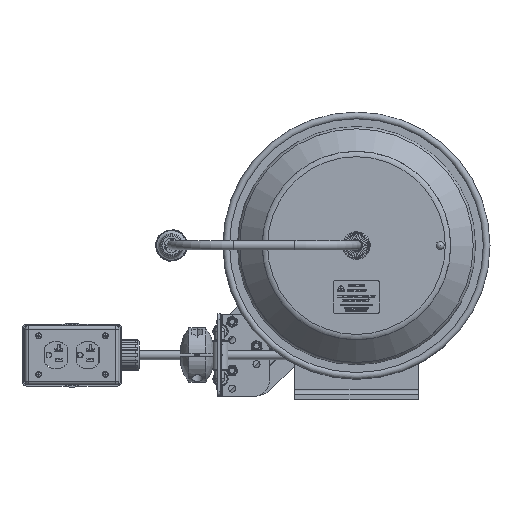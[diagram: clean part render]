
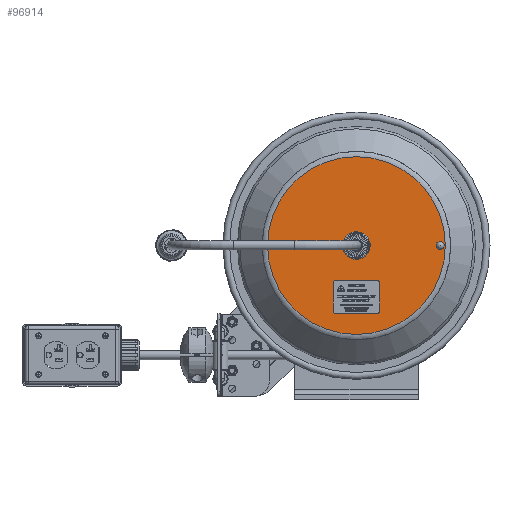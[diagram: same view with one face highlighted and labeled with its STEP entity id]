
A CAD part, top view. The second image highlights one B-rep face of the part: STEP entity #96914.
In plain terms, the highlighted planar face has unit normal (0, 0, 1).
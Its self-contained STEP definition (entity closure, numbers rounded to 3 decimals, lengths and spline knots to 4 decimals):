
#5419=FACE_BOUND('',#13334,.T.);
#5420=FACE_BOUND('',#13335,.T.);
#5421=FACE_BOUND('',#13336,.T.);
#6978=CIRCLE('',#102223,4.325);
#6979=CIRCLE('',#102224,4.325);
#6981=CIRCLE('',#102227,0.625);
#6982=CIRCLE('',#102228,0.1094);
#6983=CIRCLE('',#102229,0.1094);
#9481=FACE_OUTER_BOUND('',#13333,.T.);
#13333=EDGE_LOOP('',(#69475,#69476));
#13334=EDGE_LOOP('',(#69477));
#13335=EDGE_LOOP('',(#69478));
#13336=EDGE_LOOP('',(#69479));
#38409=VERTEX_POINT('',#132932);
#38410=VERTEX_POINT('',#132933);
#38411=VERTEX_POINT('',#132938);
#38412=VERTEX_POINT('',#132940);
#38413=VERTEX_POINT('',#132942);
#51632=EDGE_CURVE('',#38409,#38410,#6978,.T.);
#51633=EDGE_CURVE('',#38410,#38409,#6979,.T.);
#51635=EDGE_CURVE('',#38411,#38411,#6981,.T.);
#51636=EDGE_CURVE('',#38412,#38412,#6982,.T.);
#51637=EDGE_CURVE('',#38413,#38413,#6983,.T.);
#69475=ORIENTED_EDGE('',*,*,#51632,.T.);
#69476=ORIENTED_EDGE('',*,*,#51633,.T.);
#69477=ORIENTED_EDGE('',*,*,#51635,.T.);
#69478=ORIENTED_EDGE('',*,*,#51636,.T.);
#69479=ORIENTED_EDGE('',*,*,#51637,.T.);
#90570=PLANE('',#102226);
#96914=ADVANCED_FACE('',(#9481,#5419,#5420,#5421),#90570,.T.);
#102223=AXIS2_PLACEMENT_3D('',#132934,#110624,#110625);
#102224=AXIS2_PLACEMENT_3D('',#132935,#110626,#110627);
#102226=AXIS2_PLACEMENT_3D('',#132937,#110630,#110631);
#102227=AXIS2_PLACEMENT_3D('',#132939,#110632,#110633);
#102228=AXIS2_PLACEMENT_3D('',#132941,#110634,#110635);
#102229=AXIS2_PLACEMENT_3D('',#132943,#110636,#110637);
#110624=DIRECTION('center_axis',(0.,0.,1.));
#110625=DIRECTION('ref_axis',(-1.,0.,0.));
#110626=DIRECTION('center_axis',(0.,0.,1.));
#110627=DIRECTION('ref_axis',(-1.,0.,0.));
#110630=DIRECTION('center_axis',(0.,0.,1.));
#110631=DIRECTION('ref_axis',(0.,-1.,0.));
#110632=DIRECTION('center_axis',(0.,0.,-1.));
#110633=DIRECTION('ref_axis',(-1.,0.,0.));
#110634=DIRECTION('center_axis',(0.,0.,-1.));
#110635=DIRECTION('ref_axis',(1.,0.,0.));
#110636=DIRECTION('center_axis',(0.,0.,-1.));
#110637=DIRECTION('ref_axis',(1.,0.,0.));
#132932=CARTESIAN_POINT('',(-4.33,0.,6.4506));
#132933=CARTESIAN_POINT('',(-0.005,4.325,6.4506));
#132934=CARTESIAN_POINT('Origin',(-0.005,0.,
6.4506));
#132935=CARTESIAN_POINT('Origin',(-0.005,0.,
6.4506));
#132937=CARTESIAN_POINT('Origin',(-2.1675,0.,
6.4506));
#132938=CARTESIAN_POINT('',(0.62,0.,6.4506));
#132939=CARTESIAN_POINT('Origin',(-0.005,0.,
6.4506));
#132940=CARTESIAN_POINT('',(-3.9737,0.,6.4506));
#132941=CARTESIAN_POINT('Origin',(-4.0831,0.,
6.4506));
#132942=CARTESIAN_POINT('',(4.1825,0.,6.4506));
#132943=CARTESIAN_POINT('Origin',(4.0731,0.,
6.4506));
